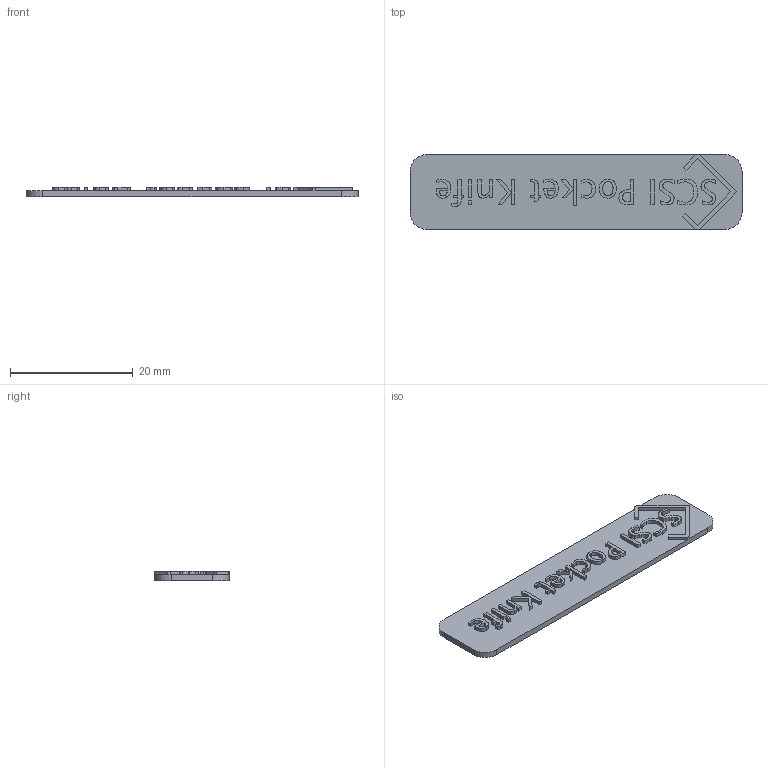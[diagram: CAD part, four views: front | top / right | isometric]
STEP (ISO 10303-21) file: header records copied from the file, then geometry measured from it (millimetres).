
FILE_DESCRIPTION(/* description */ (''),/* implementation_level */ '2;1');
FILE_NAME(/* name */ 'Plaque.step',/* time_stamp */ '2026-02-21T14:10:13+01:00',/* author */ (''),/* organization */ (''),/* preprocessor_version */ 'ST-DEVELOPER v20.1',/* originating_system */ 'Autodesk Translation Framework v14.24.0.0',/* authorisation */ '');
FILE_SCHEMA (('AUTOMOTIVE_DESIGN { 1 0 10303 214 3 1 1 }'));
Length unit declared in the file: millimetre
Products named in the file (1): Plaque (1)
Bounding box: 54.21 x 12.2 x 1.6 mm (x, y, z)
Volume: 693.9 mm3; surface area: 1597.3 mm2
Topology: 1 solids, 1 shells, 259 faces, 711 edges, 474 vertices
Faces by surface type: plane 133, bspline 122, cylinder 4
Entity records: 8330 total; most frequent: CARTESIAN_POINT 2543, ORIENTED_EDGE 1422, DIRECTION 751, EDGE_CURVE 711, VERTEX_POINT 474, LINE 459, VECTOR 459, EDGE_LOOP 279
